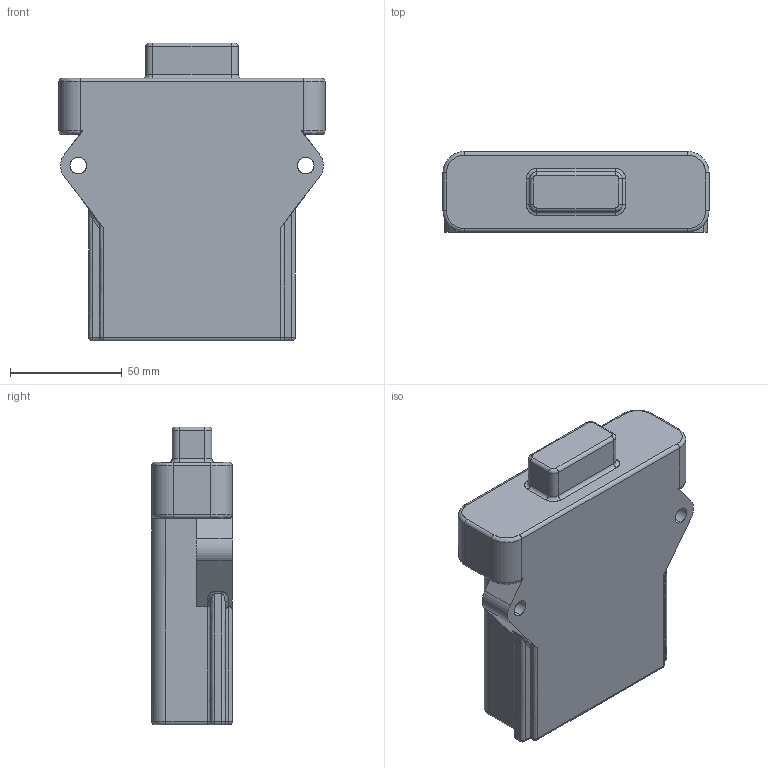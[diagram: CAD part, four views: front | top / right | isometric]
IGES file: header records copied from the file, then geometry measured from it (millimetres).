
Start section: SolidWorks IGES file using analytic representation for surfaces
Global section: file name: 7095.IGS; native system: SolidWorks 2013; preprocessor: SolidWorks 2013; author: tmott; date: 140923.162420; units: inch
Bounding box: 118.8 x 35.99 x 133.02 mm (x, y, z)
Surface area: 41386.1 mm2 (no closed solid volume)
Topology: 0 solids, 0 shells, 114 faces, 998 edges, 992 vertices
Faces by surface type: revolution 63, bspline 51
